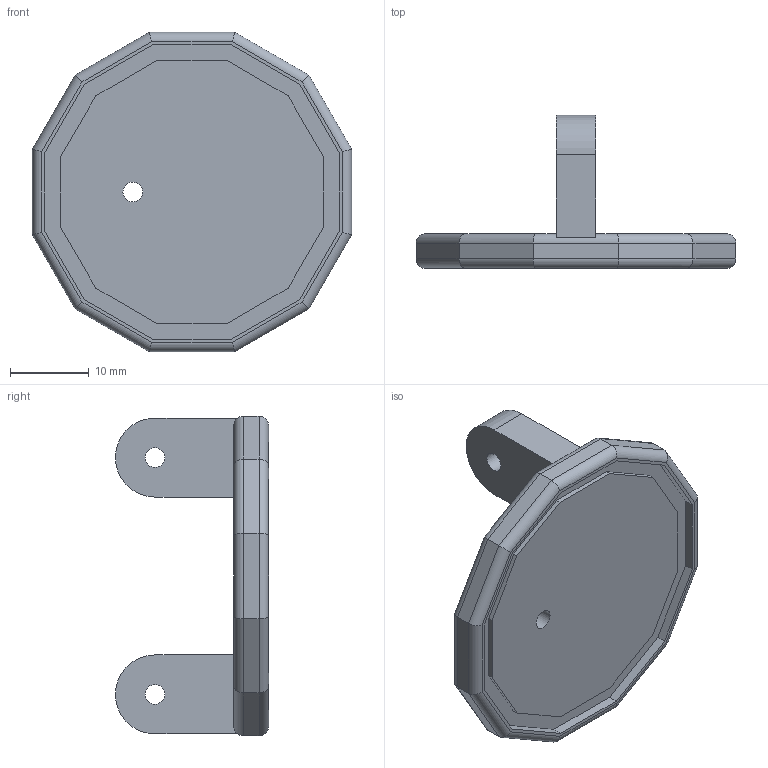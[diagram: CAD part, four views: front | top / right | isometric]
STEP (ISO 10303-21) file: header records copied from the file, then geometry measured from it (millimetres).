
FILE_DESCRIPTION(/* description */ (''),/* implementation_level */ '2;1');
FILE_NAME(/* name */ '(x0.5)_POSPA_Tiny_Top.stp',/* time_stamp */ '2023-12-12T21:55:28+09:00',/* author */ ('jsw'),/* organization */ (''),/* preprocessor_version */ 'ST-DEVELOPER v19.2',/* originating_system */ 'Autodesk Inventor 2024',/* authorisation */ '');
FILE_SCHEMA (('AUTOMOTIVE_DESIGN { 1 0 10303 214 3 1 1 }'));
Length unit declared in the file: millimetre
Products named in the file (1): (x0.5)_POSPA_Tiny_Top
Bounding box: 40.48 x 19.4 x 40.48 mm (x, y, z)
Volume: 6235 mm3; surface area: 4176 mm2
Topology: 1 solids, 1 shells, 77 faces, 195 edges, 122 vertices
Faces by surface type: plane 48, cylinder 29
Full cylindrical faces by diameter (mm): 2.5 x3
Entity records: 2330 total; most frequent: CARTESIAN_POINT 395, ORIENTED_EDGE 390, DIRECTION 389, EDGE_CURVE 195, LINE 157, VECTOR 157, VERTEX_POINT 122, AXIS2_PLACEMENT_3D 116
